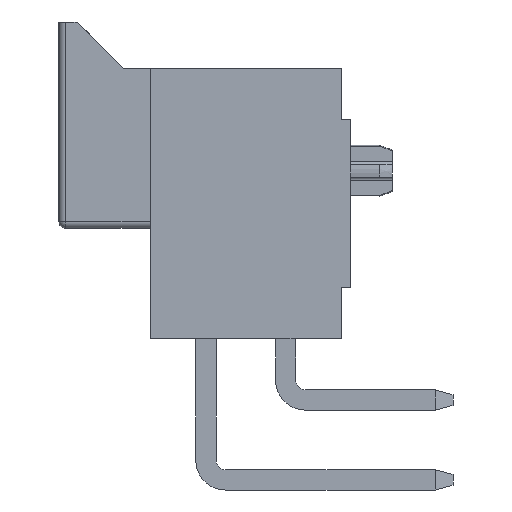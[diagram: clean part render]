
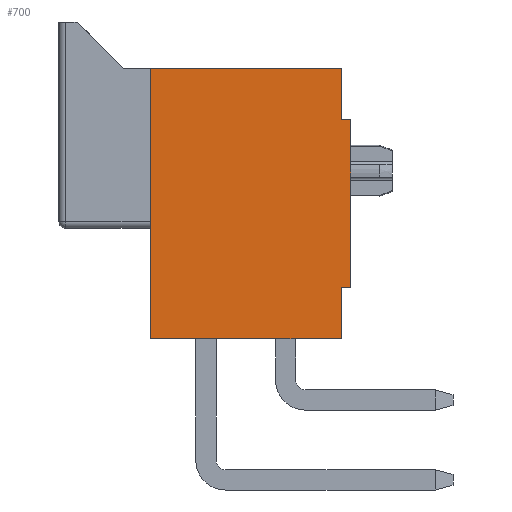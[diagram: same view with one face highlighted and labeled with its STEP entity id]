
A CAD part, left-side view. The second image highlights one B-rep face of the part: STEP entity #700.
In plain terms, the highlighted planar face has unit normal (-1, 0, 0).
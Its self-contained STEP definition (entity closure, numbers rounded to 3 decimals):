
#66 = VERTEX_POINT ( 'NONE', #3497 ) ;
#86 = EDGE_CURVE ( 'NONE', #1940, #3634, #1986, .T. ) ;
#351 = CARTESIAN_POINT ( 'NONE',  ( -2.97, 0.3, 11.63 ) ) ;
#443 = EDGE_CURVE ( 'NONE', #2741, #937, #1036, .T. ) ;
#497 = CARTESIAN_POINT ( 'NONE',  ( -2.97, 0., 4.77 ) ) ;
#541 = VECTOR ( 'NONE', #4048, 1000. ) ;
#588 = ORIENTED_EDGE ( 'NONE', *, *, #3830, .F. ) ;
#700 = ADVANCED_FACE ( 'NONE', ( #2664 ), #4601, .T. ) ;
#720 = CARTESIAN_POINT ( 'NONE',  ( -2.97, 0., 10.03 ) ) ;
#907 = VECTOR ( 'NONE', #3373, 1000. ) ;
#937 = VERTEX_POINT ( 'NONE', #1446 ) ;
#1036 = LINE ( 'NONE', #5343, #3386 ) ;
#1054 = VERTEX_POINT ( 'NONE', #1107 ) ;
#1074 = DIRECTION ( 'NONE',  ( 0., 1., 0. ) ) ;
#1087 = ORIENTED_EDGE ( 'NONE', *, *, #1873, .F. ) ;
#1107 = CARTESIAN_POINT ( 'NONE',  ( -2.97, 0.3, 3.17 ) ) ;
#1144 = VECTOR ( 'NONE', #1074, 1000. ) ;
#1194 = DIRECTION ( 'NONE',  ( 0., -1., 0. ) ) ;
#1446 = CARTESIAN_POINT ( 'NONE',  ( -2.97, 6.28, 11.63 ) ) ;
#1612 = DIRECTION ( 'NONE',  ( 0., 0., 1. ) ) ;
#1873 = EDGE_CURVE ( 'NONE', #1054, #2741, #3431, .T. ) ;
#1878 = ORIENTED_EDGE ( 'NONE', *, *, #443, .F. ) ;
#1940 = VERTEX_POINT ( 'NONE', #5234 ) ;
#1986 = LINE ( 'NONE', #2509, #4495 ) ;
#2107 = EDGE_CURVE ( 'NONE', #3634, #937, #3033, .T. ) ;
#2395 = LINE ( 'NONE', #5729, #907 ) ;
#2457 = VECTOR ( 'NONE', #2639, 1000. ) ;
#2509 = CARTESIAN_POINT ( 'NONE',  ( -2.97, 0.3, 10.03 ) ) ;
#2570 = DIRECTION ( 'NONE',  ( 0., 0., 1. ) ) ;
#2611 = CARTESIAN_POINT ( 'NONE',  ( -2.97, 0.3, 3.17 ) ) ;
#2639 = DIRECTION ( 'NONE',  ( 0., 0., 1. ) ) ;
#2647 = ORIENTED_EDGE ( 'NONE', *, *, #4729, .T. ) ;
#2664 = FACE_OUTER_BOUND ( 'NONE', #4875, .T. ) ;
#2741 = VERTEX_POINT ( 'NONE', #4365 ) ;
#3033 = LINE ( 'NONE', #4899, #541 ) ;
#3125 = EDGE_CURVE ( 'NONE', #4691, #5553, #2395, .T. ) ;
#3136 = LINE ( 'NONE', #2611, #2457 ) ;
#3373 = DIRECTION ( 'NONE',  ( 0., 0., -1. ) ) ;
#3386 = VECTOR ( 'NONE', #1612, 1000. ) ;
#3431 = LINE ( 'NONE', #5265, #1144 ) ;
#3491 = VECTOR ( 'NONE', #1194, 1000. ) ;
#3497 = CARTESIAN_POINT ( 'NONE',  ( -2.97, 0.3, 4.77 ) ) ;
#3634 = VERTEX_POINT ( 'NONE', #351 ) ;
#3661 = EDGE_CURVE ( 'NONE', #66, #5553, #4384, .T. ) ;
#3829 = DIRECTION ( 'NONE',  ( 0., -1., 0. ) ) ;
#3830 = EDGE_CURVE ( 'NONE', #1940, #4691, #5379, .T. ) ;
#3978 = VECTOR ( 'NONE', #3829, 1000. ) ;
#4048 = DIRECTION ( 'NONE',  ( 0., 1., 0. ) ) ;
#4084 = CARTESIAN_POINT ( 'NONE',  ( -2.97, 0.3, 3.17 ) ) ;
#4103 = CARTESIAN_POINT ( 'NONE',  ( -2.97, 0.3, 10.03 ) ) ;
#4168 = ORIENTED_EDGE ( 'NONE', *, *, #3125, .F. ) ;
#4365 = CARTESIAN_POINT ( 'NONE',  ( -2.97, 6.28, 3.17 ) ) ;
#4384 = LINE ( 'NONE', #4803, #3978 ) ;
#4495 = VECTOR ( 'NONE', #2570, 1000. ) ;
#4573 = DIRECTION ( 'NONE',  ( -1., 0., 0. ) ) ;
#4601 = PLANE ( 'NONE',  #4949 ) ;
#4691 = VERTEX_POINT ( 'NONE', #720 ) ;
#4729 = EDGE_CURVE ( 'NONE', #1054, #66, #3136, .T. ) ;
#4803 = CARTESIAN_POINT ( 'NONE',  ( -2.97, 0.3, 4.77 ) ) ;
#4875 = EDGE_LOOP ( 'NONE', ( #5668, #1878, #1087, #2647, #5700, #4168, #588, #5424 ) ) ;
#4899 = CARTESIAN_POINT ( 'NONE',  ( -2.97, 0.3, 11.63 ) ) ;
#4949 = AXIS2_PLACEMENT_3D ( 'NONE', #4084, #4573, #5944 ) ;
#5234 = CARTESIAN_POINT ( 'NONE',  ( -2.97, 0.3, 10.03 ) ) ;
#5265 = CARTESIAN_POINT ( 'NONE',  ( -2.97, 0.3, 3.17 ) ) ;
#5343 = CARTESIAN_POINT ( 'NONE',  ( -2.97, 6.28, 3.17 ) ) ;
#5379 = LINE ( 'NONE', #4103, #3491 ) ;
#5424 = ORIENTED_EDGE ( 'NONE', *, *, #86, .T. ) ;
#5553 = VERTEX_POINT ( 'NONE', #497 ) ;
#5668 = ORIENTED_EDGE ( 'NONE', *, *, #2107, .T. ) ;
#5700 = ORIENTED_EDGE ( 'NONE', *, *, #3661, .T. ) ;
#5729 = CARTESIAN_POINT ( 'NONE',  ( -2.97, 0., 10.03 ) ) ;
#5944 = DIRECTION ( 'NONE',  ( 0., 0., 1. ) ) ;
